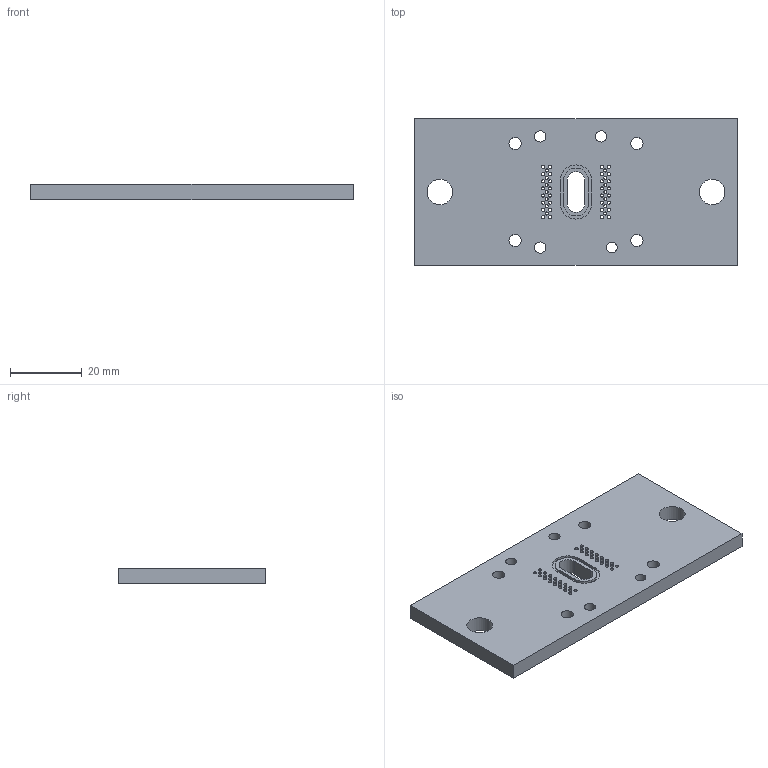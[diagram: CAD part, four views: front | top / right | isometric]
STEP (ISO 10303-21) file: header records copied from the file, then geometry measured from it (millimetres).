
FILE_DESCRIPTION(('FreeCAD Model'),'2;1');
FILE_NAME('probe_block_top.step','2017-01-21T00:16:02',('Author'),(''), 'Open CASCADE STEP processor 6.8','FreeCAD','Unknown');
FILE_SCHEMA(('AUTOMOTIVE_DESIGN_CC2 { 1 2 10303 214 -1 1 5 4 }'));
Length unit declared in the file: millimetre
Products named in the file (1): thumbscrew_holes
Bounding box: 90 x 41 x 4.4 mm (x, y, z)
Volume: 15224 mm3; surface area: 9371.4 mm2
Topology: 1 solids, 1 shells, 76 faces, 216 edges, 144 vertices
Faces by surface type: cylinder 62, plane 14
Full cylindrical faces by diameter (mm): 0.88 x46, 2.998 x1, 3.137 x3, 3.4 x4, 7.112 x2
Entity records: 5777 total; most frequent: CARTESIAN_POINT 1251, DIRECTION 854, ORIENTED_EDGE 432, PCURVE 432, DEFINITIONAL_REPRESENTATION 432, LINE 390, VECTOR 390, EDGE_CURVE 216
